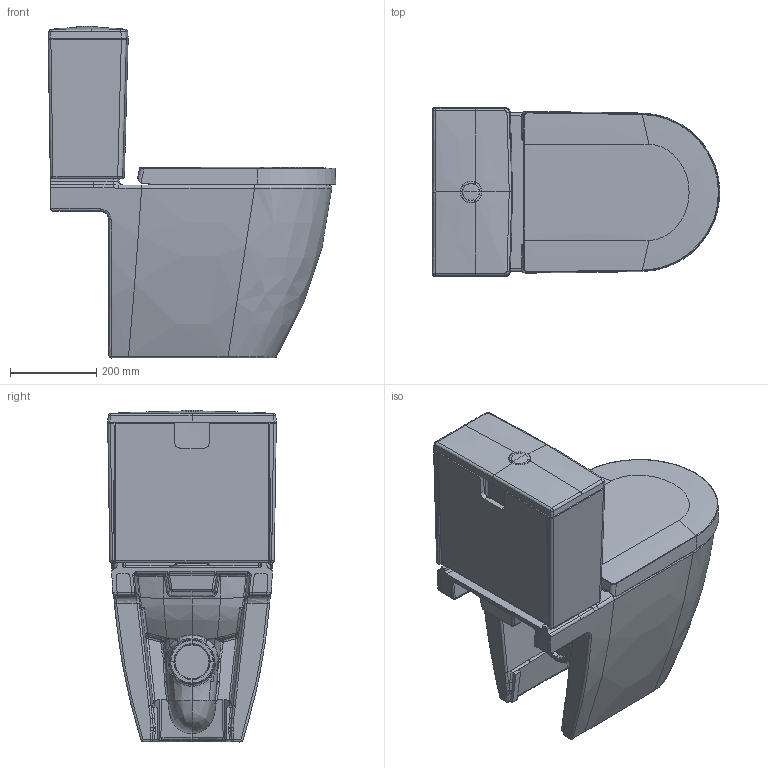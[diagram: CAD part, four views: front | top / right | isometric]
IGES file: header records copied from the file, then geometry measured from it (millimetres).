
Global section: file name: No Iges File Name specified; native system: Autodesk Inventor 2011; preprocessor: AutoDesk Inventor Iges Exporter R2011; author: Administrator; date: 20160107.084315; units: millimetre
Bounding box: 665.41 x 390.08 x 767.9 mm (x, y, z)
Volume: 36380453.4 mm3; surface area: 3151925.2 mm2
Topology: 16 solids, 16 shells, 2690 faces, 6851 edges, 4149 vertices
Faces by surface type: bspline 946, plane 714, revolution 533, cylinder 211, torus 142, cone 116, sphere 28
